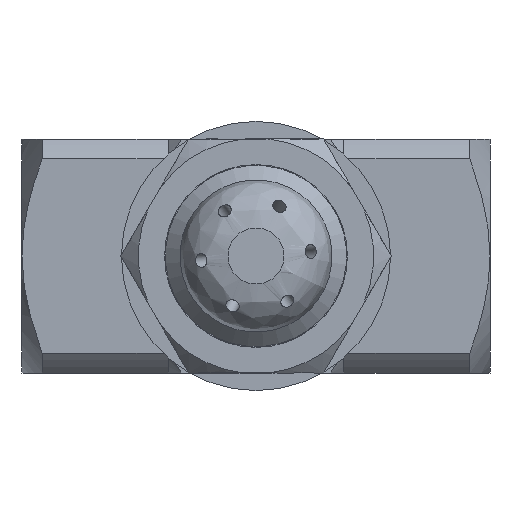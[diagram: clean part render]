
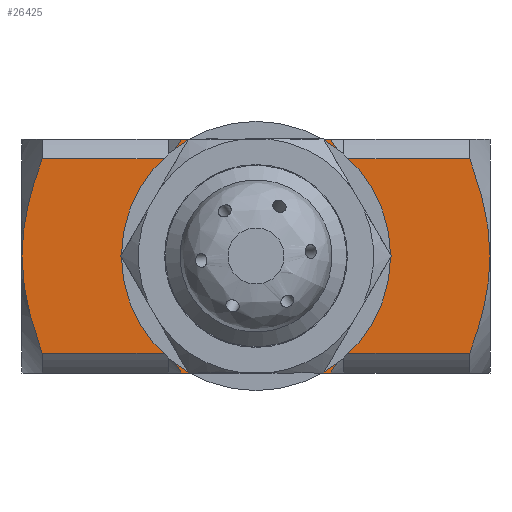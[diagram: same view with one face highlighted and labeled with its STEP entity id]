
A CAD part, front view. The second image highlights one B-rep face of the part: STEP entity #26425.
In plain terms, the highlighted planar face has unit normal (0, -1, 0).
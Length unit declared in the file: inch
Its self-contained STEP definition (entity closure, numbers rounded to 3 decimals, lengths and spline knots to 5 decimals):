
#1598=LINE('',#33134,#4198);
#4033=LINE('',#45888,#6633);
#4038=LINE('',#45972,#6638);
#4039=LINE('',#45978,#6639);
#4040=LINE('',#46016,#6640);
#4041=LINE('',#46033,#6641);
#4198=VECTOR('',#28043,0.3937);
#6633=VECTOR('',#31980,0.3937);
#6638=VECTOR('',#32065,0.3937);
#6639=VECTOR('',#32074,0.3937);
#6640=VECTOR('',#32117,0.3937);
#6641=VECTOR('',#32140,0.3937);
#6762=(
BOUNDED_CURVE()
B_SPLINE_CURVE(2,(#45958,#45959,#45960),.UNSPECIFIED.,.F.,.F.)
B_SPLINE_CURVE_WITH_KNOTS((3,3),(1.52621,1.93378),
 .UNSPECIFIED.)
CURVE()
GEOMETRIC_REPRESENTATION_ITEM()
RATIONAL_B_SPLINE_CURVE((1.015,1.009,1.))
REPRESENTATION_ITEM('')
);
#6763=(
BOUNDED_CURVE()
B_SPLINE_CURVE(2,(#45964,#45965,#45966),.UNSPECIFIED.,.F.,.F.)
B_SPLINE_CURVE_WITH_KNOTS((3,3),(0.,0.40758),.UNSPECIFIED.)
CURVE()
GEOMETRIC_REPRESENTATION_ITEM()
RATIONAL_B_SPLINE_CURVE((1.,1.009,1.015))
REPRESENTATION_ITEM('')
);
#6764=(
BOUNDED_CURVE()
B_SPLINE_CURVE(2,(#45982,#45983,#45984),.UNSPECIFIED.,.F.,.F.)
B_SPLINE_CURVE_WITH_KNOTS((3,3),(0.,1.35251),.UNSPECIFIED.)
CURVE()
GEOMETRIC_REPRESENTATION_ITEM()
RATIONAL_B_SPLINE_CURVE((1.,1.072,1.))
REPRESENTATION_ITEM('')
);
#6765=(
BOUNDED_CURVE()
B_SPLINE_CURVE(2,(#45989,#45990,#45991),.UNSPECIFIED.,.F.,.F.)
B_SPLINE_CURVE_WITH_KNOTS((3,3),(1.35251,2.70503),
 .UNSPECIFIED.)
CURVE()
GEOMETRIC_REPRESENTATION_ITEM()
RATIONAL_B_SPLINE_CURVE((1.,1.072,1.))
REPRESENTATION_ITEM('')
);
#6766=(
BOUNDED_CURVE()
B_SPLINE_CURVE(2,(#46000,#46001,#46002),.UNSPECIFIED.,.F.,.F.)
B_SPLINE_CURVE_WITH_KNOTS((3,3),(1.52621,1.93378),
 .UNSPECIFIED.)
CURVE()
GEOMETRIC_REPRESENTATION_ITEM()
RATIONAL_B_SPLINE_CURVE((1.015,1.009,1.))
REPRESENTATION_ITEM('')
);
#6767=(
BOUNDED_CURVE()
B_SPLINE_CURVE(2,(#46005,#46006,#46007),.UNSPECIFIED.,.F.,.F.)
B_SPLINE_CURVE_WITH_KNOTS((3,3),(0.,0.40758),.UNSPECIFIED.)
CURVE()
GEOMETRIC_REPRESENTATION_ITEM()
RATIONAL_B_SPLINE_CURVE((1.,1.009,1.015))
REPRESENTATION_ITEM('')
);
#6768=(
BOUNDED_CURVE()
B_SPLINE_CURVE(2,(#46024,#46025,#46026),.UNSPECIFIED.,.F.,.F.)
B_SPLINE_CURVE_WITH_KNOTS((3,3),(0.,1.35251),.UNSPECIFIED.)
CURVE()
GEOMETRIC_REPRESENTATION_ITEM()
RATIONAL_B_SPLINE_CURVE((1.,1.072,1.))
REPRESENTATION_ITEM('')
);
#6769=(
BOUNDED_CURVE()
B_SPLINE_CURVE(2,(#46036,#46037,#46038),.UNSPECIFIED.,.F.,.F.)
B_SPLINE_CURVE_WITH_KNOTS((3,3),(1.35251,2.70503),
 .UNSPECIFIED.)
CURVE()
GEOMETRIC_REPRESENTATION_ITEM()
RATIONAL_B_SPLINE_CURVE((1.,1.072,1.))
REPRESENTATION_ITEM('')
);
#7614=PLANE('',#27564);
#7808=FACE_BOUND('',#10772,.T.);
#9204=FACE_OUTER_BOUND('',#10771,.T.);
#10771=EDGE_LOOP('',(#24452,#24453,#24454,#24455,#24456,#24457,#24458,#24459,
#24460,#24461,#24462,#24463,#24464,#24465));
#10772=EDGE_LOOP('',(#24466));
#11098=CIRCLE('',#27565,0.31469);
#11307=VERTEX_POINT('',#33094);
#11318=VERTEX_POINT('',#33130);
#13534=VERTEX_POINT('',#45883);
#13535=VERTEX_POINT('',#45887);
#13545=VERTEX_POINT('',#45957);
#13546=VERTEX_POINT('',#45963);
#13547=VERTEX_POINT('',#45971);
#13548=VERTEX_POINT('',#45977);
#13549=VERTEX_POINT('',#45981);
#13550=VERTEX_POINT('',#45998);
#13551=VERTEX_POINT('',#46004);
#13552=VERTEX_POINT('',#46014);
#13553=VERTEX_POINT('',#46022);
#13554=VERTEX_POINT('',#46032);
#13555=VERTEX_POINT('',#46042);
#13884=EDGE_CURVE('',#11307,#11318,#1598,.T.);
#17207=EDGE_CURVE('',#13534,#13535,#4033,.T.);
#17220=EDGE_CURVE('',#13534,#13545,#6762,.T.);
#17222=EDGE_CURVE('',#13546,#11307,#6763,.T.);
#17225=EDGE_CURVE('',#13545,#13547,#4038,.T.);
#17228=EDGE_CURVE('',#13548,#13546,#4039,.T.);
#17230=EDGE_CURVE('',#13547,#13549,#6764,.T.);
#17233=EDGE_CURVE('',#13549,#13548,#6765,.T.);
#17238=EDGE_CURVE('',#11318,#13550,#6766,.T.);
#17239=EDGE_CURVE('',#13551,#13535,#6767,.T.);
#17244=EDGE_CURVE('',#13550,#13552,#4040,.T.);
#17248=EDGE_CURVE('',#13552,#13553,#6768,.T.);
#17251=EDGE_CURVE('',#13554,#13551,#4041,.T.);
#17253=EDGE_CURVE('',#13553,#13554,#6769,.T.);
#17255=EDGE_CURVE('',#13555,#13555,#11098,.T.);
#24452=ORIENTED_EDGE('',*,*,#17220,.T.);
#24453=ORIENTED_EDGE('',*,*,#17225,.T.);
#24454=ORIENTED_EDGE('',*,*,#17230,.T.);
#24455=ORIENTED_EDGE('',*,*,#17233,.T.);
#24456=ORIENTED_EDGE('',*,*,#17228,.T.);
#24457=ORIENTED_EDGE('',*,*,#17222,.T.);
#24458=ORIENTED_EDGE('',*,*,#13884,.T.);
#24459=ORIENTED_EDGE('',*,*,#17238,.T.);
#24460=ORIENTED_EDGE('',*,*,#17244,.T.);
#24461=ORIENTED_EDGE('',*,*,#17248,.T.);
#24462=ORIENTED_EDGE('',*,*,#17253,.T.);
#24463=ORIENTED_EDGE('',*,*,#17251,.T.);
#24464=ORIENTED_EDGE('',*,*,#17239,.T.);
#24465=ORIENTED_EDGE('',*,*,#17207,.F.);
#24466=ORIENTED_EDGE('',*,*,#17255,.F.);
#26425=ADVANCED_FACE('',(#9204,#7808),#7614,.T.);
#27564=AXIS2_PLACEMENT_3D('',#46041,#32149,#32150);
#27565=AXIS2_PLACEMENT_3D('',#46043,#32151,#32152);
#28043=DIRECTION('',(1.,0.,0.));
#31980=DIRECTION('',(1.,0.,0.));
#32065=DIRECTION('',(-1.,0.,0.));
#32074=DIRECTION('',(1.,0.,0.));
#32117=DIRECTION('',(1.,0.,0.));
#32140=DIRECTION('',(-1.,0.,0.));
#32149=DIRECTION('center_axis',(0.,-1.,0.));
#32150=DIRECTION('ref_axis',(0.,0.,-1.));
#32151=DIRECTION('center_axis',(0.,-1.,0.));
#32152=DIRECTION('ref_axis',(-1.,0.,0.));
#33094=CARTESIAN_POINT('',(0.85263,-0.625,-0.625));
#33130=CARTESIAN_POINT('',(1.64737,-0.625,-0.625));
#33134=CARTESIAN_POINT('',(0.,-0.625,-0.625));
#45883=CARTESIAN_POINT('',(0.85263,-0.625,0.625));
#45887=CARTESIAN_POINT('',(1.64737,-0.625,0.625));
#45888=CARTESIAN_POINT('',(0.,-0.625,0.625));
#45957=CARTESIAN_POINT('',(0.78125,-0.625,0.51916));
#45958=CARTESIAN_POINT('Ctrl Pts',(0.85263,-0.625,0.625));
#45959=CARTESIAN_POINT('Ctrl Pts',(0.81364,-0.625,0.56986));
#45960=CARTESIAN_POINT('Ctrl Pts',(0.78125,-0.625,0.51916));
#45963=CARTESIAN_POINT('',(0.78125,-0.625,-0.51916));
#45964=CARTESIAN_POINT('Ctrl Pts',(0.78125,-0.625,-0.51916));
#45965=CARTESIAN_POINT('Ctrl Pts',(0.81364,-0.625,-0.56986));
#45966=CARTESIAN_POINT('Ctrl Pts',(0.85263,-0.625,-0.625));
#45971=CARTESIAN_POINT('',(0.10825,-0.625,0.51916));
#45972=CARTESIAN_POINT('',(0.46279,-0.625,0.51916));
#45977=CARTESIAN_POINT('',(0.10825,-0.625,-0.51916));
#45978=CARTESIAN_POINT('',(0.46279,-0.625,-0.51916));
#45981=CARTESIAN_POINT('',(0.,-0.625,0.));
#45982=CARTESIAN_POINT('Ctrl Pts',(0.10825,-0.625,0.51916));
#45983=CARTESIAN_POINT('Ctrl Pts',(0.,-0.625,0.22572));
#45984=CARTESIAN_POINT('Ctrl Pts',(0.,-0.625,0.));
#45989=CARTESIAN_POINT('Ctrl Pts',(0.,-0.625,0.));
#45990=CARTESIAN_POINT('Ctrl Pts',(0.,-0.625,-0.22572));
#45991=CARTESIAN_POINT('Ctrl Pts',(0.10825,-0.625,-0.51916));
#45998=CARTESIAN_POINT('',(1.71875,-0.625,-0.51916));
#46000=CARTESIAN_POINT('Ctrl Pts',(1.64737,-0.625,-0.625));
#46001=CARTESIAN_POINT('Ctrl Pts',(1.68636,-0.625,-0.56986));
#46002=CARTESIAN_POINT('Ctrl Pts',(1.71875,-0.625,-0.51916));
#46004=CARTESIAN_POINT('',(1.71875,-0.625,0.51916));
#46005=CARTESIAN_POINT('Ctrl Pts',(1.71875,-0.625,0.51916));
#46006=CARTESIAN_POINT('Ctrl Pts',(1.68636,-0.625,0.56986));
#46007=CARTESIAN_POINT('Ctrl Pts',(1.64737,-0.625,0.625));
#46014=CARTESIAN_POINT('',(2.39175,-0.625,-0.51916));
#46016=CARTESIAN_POINT('',(2.3737,-0.625,-0.51916));
#46022=CARTESIAN_POINT('',(2.5,-0.625,0.));
#46024=CARTESIAN_POINT('Ctrl Pts',(2.39175,-0.625,-0.51916));
#46025=CARTESIAN_POINT('Ctrl Pts',(2.5,-0.625,-0.22572));
#46026=CARTESIAN_POINT('Ctrl Pts',(2.5,-0.625,0.));
#46032=CARTESIAN_POINT('',(2.39175,-0.625,0.51916));
#46033=CARTESIAN_POINT('',(2.3737,-0.625,0.51916));
#46036=CARTESIAN_POINT('Ctrl Pts',(2.5,-0.625,0.));
#46037=CARTESIAN_POINT('Ctrl Pts',(2.5,-0.625,0.22572));
#46038=CARTESIAN_POINT('Ctrl Pts',(2.39175,-0.625,0.51916));
#46041=CARTESIAN_POINT('Origin',(0.,-0.625,0.625));
#46042=CARTESIAN_POINT('',(1.56469,-0.625,0.));
#46043=CARTESIAN_POINT('Origin',(1.25,-0.625,0.));
